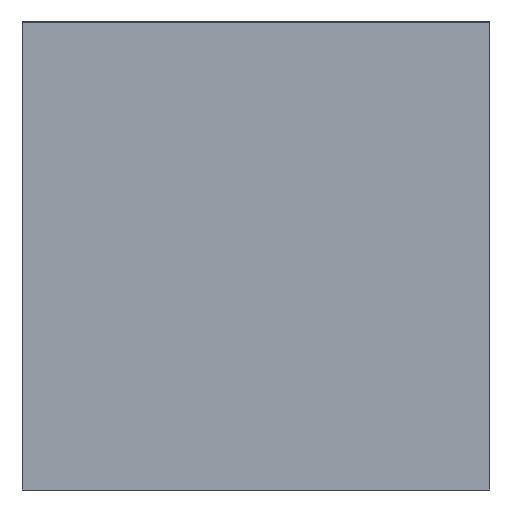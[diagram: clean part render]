
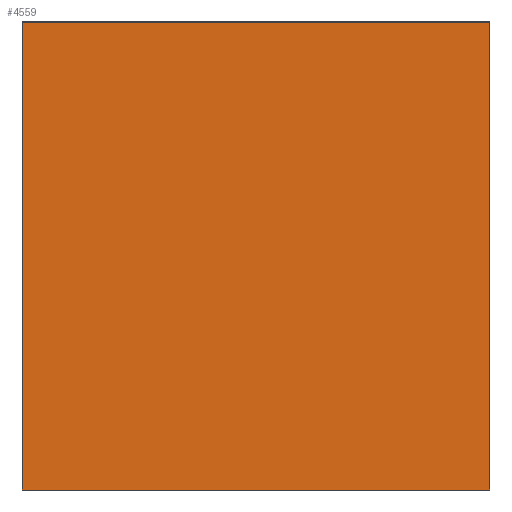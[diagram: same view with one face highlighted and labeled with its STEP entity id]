
A CAD part, front view. The second image highlights one B-rep face of the part: STEP entity #4559.
In plain terms, the highlighted planar face has unit normal (0, -1, 0).
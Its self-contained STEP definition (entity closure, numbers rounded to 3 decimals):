
#4459=CARTESIAN_POINT('',(-60.0,-70.,-60.0));
#4460=VERTEX_POINT('',#4459);
#4467=CARTESIAN_POINT('',(-60.0,-70.,60.0));
#4468=VERTEX_POINT('',#4467);
#4469=CARTESIAN_POINT('',(-60.0,-70.,60.0));
#4470=DIRECTION('',(0.0,0.0,-1.0));
#4471=VECTOR('',#4470,120.0);
#4472=LINE('',#4469,#4471);
#4473=EDGE_CURVE('',#4468,#4460,#4472,.T.);
#4529=CARTESIAN_POINT('',(0.0,-70.,-60.0));
#4530=DIRECTION('',(0.0,-1.0,0.0));
#4531=DIRECTION('',(0.0,0.0,-1.0));
#4532=AXIS2_PLACEMENT_3D('',#4529,#4530,#4531);
#4533=PLANE('',#4532);
#4534=CARTESIAN_POINT('',(60.0,-70.,-60.0));
#4535=VERTEX_POINT('',#4534);
#4536=CARTESIAN_POINT('',(60.0,-70.,60.0));
#4537=VERTEX_POINT('',#4536);
#4538=CARTESIAN_POINT('',(60.0,-70.,-60.0));
#4539=DIRECTION('',(0.0,0.0,1.0));
#4540=VECTOR('',#4539,120.0);
#4541=LINE('',#4538,#4540);
#4542=EDGE_CURVE('',#4535,#4537,#4541,.T.);
#4543=ORIENTED_EDGE('',*,*,#4542,.T.);
#4544=CARTESIAN_POINT('',(-60.0,-70.,60.0));
#4545=DIRECTION('',(1.0,0.0,0.0));
#4546=VECTOR('',#4545,120.0);
#4547=LINE('',#4544,#4546);
#4548=EDGE_CURVE('',#4468,#4537,#4547,.T.);
#4549=ORIENTED_EDGE('',*,*,#4548,.F.);
#4550=ORIENTED_EDGE('',*,*,#4473,.T.);
#4551=CARTESIAN_POINT('',(60.0,-70.,-60.0));
#4552=DIRECTION('',(-1.0,0.0,0.0));
#4553=VECTOR('',#4552,120.0);
#4554=LINE('',#4551,#4553);
#4555=EDGE_CURVE('',#4535,#4460,#4554,.T.);
#4556=ORIENTED_EDGE('',*,*,#4555,.F.);
#4557=EDGE_LOOP('',(#4543,#4549,#4550,#4556));
#4558=FACE_OUTER_BOUND('',#4557,.T.);
#4559=ADVANCED_FACE('',(#4558),#4533,.T.);
